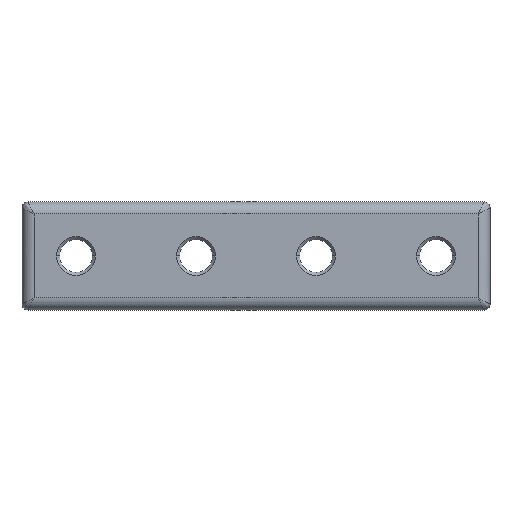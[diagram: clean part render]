
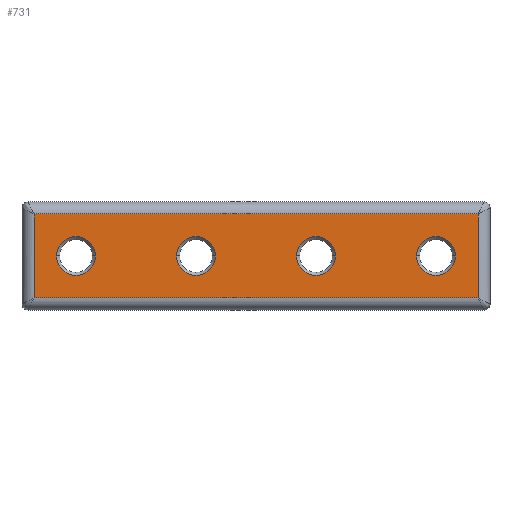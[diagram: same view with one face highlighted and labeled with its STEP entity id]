
A CAD part, top view. The second image highlights one B-rep face of the part: STEP entity #731.
In plain terms, the highlighted planar face has unit normal (0, 0, 1).
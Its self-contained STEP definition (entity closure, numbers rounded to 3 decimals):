
#10 = DIRECTION ( 'NONE',  ( 1., 0., 0. ) ) ;
#13 = EDGE_CURVE ( 'NONE', #982, #1100, #1106, .T. ) ;
#14 = CARTESIAN_POINT ( 'NONE',  ( -33.25, 0., 4. ) ) ;
#24 = ORIENTED_EDGE ( 'NONE', *, *, #1195, .T. ) ;
#32 = FACE_BOUND ( 'NONE', #341, .T. ) ;
#41 = EDGE_CURVE ( 'NONE', #197, #1334, #252, .T. ) ;
#42 = ORIENTED_EDGE ( 'NONE', *, *, #953, .F. ) ;
#60 = EDGE_CURVE ( 'NONE', #1334, #1083, #1097, .T. ) ;
#73 = VECTOR ( 'NONE', #577, 1000. ) ;
#75 = CIRCLE ( 'NONE', #523, 3.25 ) ;
#77 = DIRECTION ( 'NONE',  ( 1., 0., 0. ) ) ;
#96 = ORIENTED_EDGE ( 'NONE', *, *, #378, .F. ) ;
#106 = AXIS2_PLACEMENT_3D ( 'NONE', #943, #1040, #535 ) ;
#111 = EDGE_CURVE ( 'NONE', #1100, #982, #1017, .T. ) ;
#118 = DIRECTION ( 'NONE',  ( 0., 0., 1. ) ) ;
#146 = CARTESIAN_POINT ( 'NONE',  ( 30., 0., 4. ) ) ;
#154 = DIRECTION ( 'NONE',  ( 0., -1., 0. ) ) ;
#159 = CARTESIAN_POINT ( 'NONE',  ( -37., -7., 4. ) ) ;
#160 = CARTESIAN_POINT ( 'NONE',  ( 38., -7., 4. ) ) ;
#163 = PLANE ( 'NONE',  #346 ) ;
#182 = CARTESIAN_POINT ( 'NONE',  ( -6.75, 0., 4. ) ) ;
#189 = VECTOR ( 'NONE', #154, 1000. ) ;
#191 = CIRCLE ( 'NONE', #842, 3.25 ) ;
#197 = VERTEX_POINT ( 'NONE', #947 ) ;
#206 = VERTEX_POINT ( 'NONE', #14 ) ;
#225 = DIRECTION ( 'NONE',  ( 0., 1., 0. ) ) ;
#232 = CARTESIAN_POINT ( 'NONE',  ( 33.25, 0., 4. ) ) ;
#249 = DIRECTION ( 'NONE',  ( 1., 0., 0. ) ) ;
#252 = LINE ( 'NONE', #1092, #189 ) ;
#257 = CIRCLE ( 'NONE', #867, 3.25 ) ;
#260 = ORIENTED_EDGE ( 'NONE', *, *, #1113, .F. ) ;
#262 = ORIENTED_EDGE ( 'NONE', *, *, #1228, .F. ) ;
#264 = CARTESIAN_POINT ( 'NONE',  ( -10., 0., 4. ) ) ;
#279 = VECTOR ( 'NONE', #713, 1000. ) ;
#298 = DIRECTION ( 'NONE',  ( 0., 0., 1. ) ) ;
#303 = AXIS2_PLACEMENT_3D ( 'NONE', #643, #118, #1257 ) ;
#318 = EDGE_LOOP ( 'NONE', ( #1307, #492 ) ) ;
#341 = EDGE_LOOP ( 'NONE', ( #262, #96 ) ) ;
#346 = AXIS2_PLACEMENT_3D ( 'NONE', #1287, #356, #249 ) ;
#347 = ORIENTED_EDGE ( 'NONE', *, *, #359, .F. ) ;
#356 = DIRECTION ( 'NONE',  ( 0., 0., 1. ) ) ;
#359 = EDGE_CURVE ( 'NONE', #785, #470, #75, .T. ) ;
#378 = EDGE_CURVE ( 'NONE', #753, #499, #191, .T. ) ;
#387 = CARTESIAN_POINT ( 'NONE',  ( 10., 0., 4. ) ) ;
#406 = VERTEX_POINT ( 'NONE', #463 ) ;
#408 = DIRECTION ( 'NONE',  ( 0., 0., 1. ) ) ;
#463 = CARTESIAN_POINT ( 'NONE',  ( -26.75, 0., 4. ) ) ;
#470 = VERTEX_POINT ( 'NONE', #1037 ) ;
#482 = VECTOR ( 'NONE', #225, 1000. ) ;
#488 = FACE_BOUND ( 'NONE', #872, .T. ) ;
#489 = DIRECTION ( 'NONE',  ( 0., 0., 1. ) ) ;
#492 = ORIENTED_EDGE ( 'NONE', *, *, #111, .F. ) ;
#498 = CARTESIAN_POINT ( 'NONE',  ( -38., 7., 4. ) ) ;
#499 = VERTEX_POINT ( 'NONE', #182 ) ;
#521 = AXIS2_PLACEMENT_3D ( 'NONE', #146, #564, #979 ) ;
#523 = AXIS2_PLACEMENT_3D ( 'NONE', #387, #489, #792 ) ;
#535 = DIRECTION ( 'NONE',  ( 1., 0., 0. ) ) ;
#558 = FACE_BOUND ( 'NONE', #1155, .T. ) ;
#564 = DIRECTION ( 'NONE',  ( 0., 0., 1. ) ) ;
#577 = DIRECTION ( 'NONE',  ( 1., 0., 0. ) ) ;
#632 = AXIS2_PLACEMENT_3D ( 'NONE', #1225, #298, #1125 ) ;
#643 = CARTESIAN_POINT ( 'NONE',  ( 10., 0., 4. ) ) ;
#685 = DIRECTION ( 'NONE',  ( 0., 0., 1. ) ) ;
#692 = AXIS2_PLACEMENT_3D ( 'NONE', #1235, #408, #77 ) ;
#713 = DIRECTION ( 'NONE',  ( -1., 0., 0. ) ) ;
#731 = ADVANCED_FACE ( 'NONE', ( #488, #32, #786, #558, #1101 ), #163, .T. ) ;
#749 = LINE ( 'NONE', #1156, #482 ) ;
#753 = VERTEX_POINT ( 'NONE', #1294 ) ;
#776 = ORIENTED_EDGE ( 'NONE', *, *, #997, .F. ) ;
#785 = VERTEX_POINT ( 'NONE', #1182 ) ;
#786 = FACE_BOUND ( 'NONE', #318, .T. ) ;
#792 = DIRECTION ( 'NONE',  ( 1., 0., 0. ) ) ;
#805 = ORIENTED_EDGE ( 'NONE', *, *, #60, .T. ) ;
#821 = ORIENTED_EDGE ( 'NONE', *, *, #1123, .T. ) ;
#841 = CARTESIAN_POINT ( 'NONE',  ( 26.75, 0., 4. ) ) ;
#842 = AXIS2_PLACEMENT_3D ( 'NONE', #264, #685, #1104 ) ;
#867 = AXIS2_PLACEMENT_3D ( 'NONE', #1160, #958, #10 ) ;
#872 = EDGE_LOOP ( 'NONE', ( #42, #776 ) ) ;
#892 = CIRCLE ( 'NONE', #303, 3.25 ) ;
#943 = CARTESIAN_POINT ( 'NONE',  ( -10., 0., 4. ) ) ;
#947 = CARTESIAN_POINT ( 'NONE',  ( -37., 7., 4. ) ) ;
#953 = EDGE_CURVE ( 'NONE', #406, #206, #975, .T. ) ;
#958 = DIRECTION ( 'NONE',  ( 0., 0., 1. ) ) ;
#963 = EDGE_LOOP ( 'NONE', ( #24, #987, #805, #821 ) ) ;
#975 = CIRCLE ( 'NONE', #632, 3.25 ) ;
#979 = DIRECTION ( 'NONE',  ( 1., 0., 0. ) ) ;
#982 = VERTEX_POINT ( 'NONE', #232 ) ;
#987 = ORIENTED_EDGE ( 'NONE', *, *, #41, .T. ) ;
#995 = VERTEX_POINT ( 'NONE', #1342 ) ;
#997 = EDGE_CURVE ( 'NONE', #206, #406, #257, .T. ) ;
#1002 = CIRCLE ( 'NONE', #106, 3.25 ) ;
#1014 = LINE ( 'NONE', #498, #279 ) ;
#1017 = CIRCLE ( 'NONE', #692, 3.25 ) ;
#1037 = CARTESIAN_POINT ( 'NONE',  ( 13.25, 0., 4. ) ) ;
#1040 = DIRECTION ( 'NONE',  ( 0., 0., 1. ) ) ;
#1083 = VERTEX_POINT ( 'NONE', #1351 ) ;
#1092 = CARTESIAN_POINT ( 'NONE',  ( -37., -8., 4. ) ) ;
#1097 = LINE ( 'NONE', #160, #73 ) ;
#1100 = VERTEX_POINT ( 'NONE', #841 ) ;
#1101 = FACE_OUTER_BOUND ( 'NONE', #963, .T. ) ;
#1104 = DIRECTION ( 'NONE',  ( 1., 0., 0. ) ) ;
#1106 = CIRCLE ( 'NONE', #521, 3.25 ) ;
#1113 = EDGE_CURVE ( 'NONE', #470, #785, #892, .T. ) ;
#1123 = EDGE_CURVE ( 'NONE', #1083, #995, #749, .T. ) ;
#1125 = DIRECTION ( 'NONE',  ( 1., 0., 0. ) ) ;
#1155 = EDGE_LOOP ( 'NONE', ( #260, #347 ) ) ;
#1156 = CARTESIAN_POINT ( 'NONE',  ( 37., 8., 4. ) ) ;
#1160 = CARTESIAN_POINT ( 'NONE',  ( -30., 0., 4. ) ) ;
#1182 = CARTESIAN_POINT ( 'NONE',  ( 6.75, 0., 4. ) ) ;
#1195 = EDGE_CURVE ( 'NONE', #995, #197, #1014, .T. ) ;
#1225 = CARTESIAN_POINT ( 'NONE',  ( -30., 0., 4. ) ) ;
#1228 = EDGE_CURVE ( 'NONE', #499, #753, #1002, .T. ) ;
#1235 = CARTESIAN_POINT ( 'NONE',  ( 30., 0., 4. ) ) ;
#1257 = DIRECTION ( 'NONE',  ( 1., 0., 0. ) ) ;
#1287 = CARTESIAN_POINT ( 'NONE',  ( -38., 8., 4. ) ) ;
#1294 = CARTESIAN_POINT ( 'NONE',  ( -13.25, 0., 4. ) ) ;
#1307 = ORIENTED_EDGE ( 'NONE', *, *, #13, .F. ) ;
#1334 = VERTEX_POINT ( 'NONE', #159 ) ;
#1342 = CARTESIAN_POINT ( 'NONE',  ( 37., 7., 4. ) ) ;
#1351 = CARTESIAN_POINT ( 'NONE',  ( 37., -7., 4. ) ) ;
